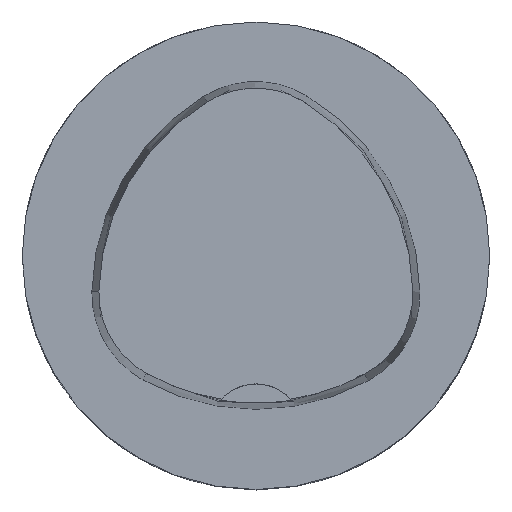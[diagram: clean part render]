
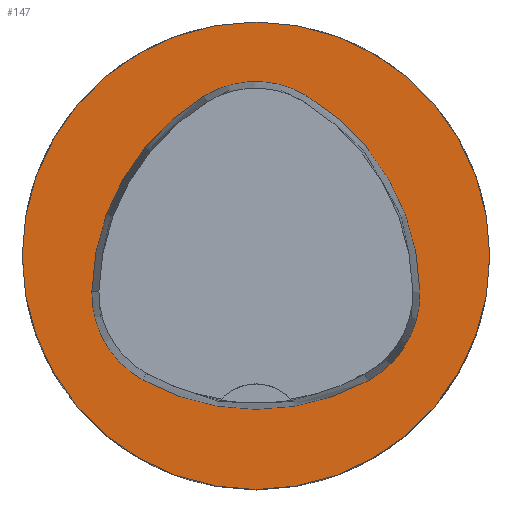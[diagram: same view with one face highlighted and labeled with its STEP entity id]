
A CAD part, top view. The second image highlights one B-rep face of the part: STEP entity #147.
In plain terms, the highlighted planar face has unit normal (0, 0, 1).
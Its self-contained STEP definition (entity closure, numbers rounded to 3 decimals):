
#147=ADVANCED_FACE('',(#209,#210),#179,.T.);
#179=PLANE('',#670);
#209=FACE_BOUND('',#261,.T.);
#210=FACE_BOUND('',#262,.T.);
#261=EDGE_LOOP('',(#356,#357,#358,#359,#360,#361));
#262=EDGE_LOOP('',(#362));
#356=ORIENTED_EDGE('',*,*,#522,.T.);
#357=ORIENTED_EDGE('',*,*,#502,.T.);
#358=ORIENTED_EDGE('',*,*,#506,.T.);
#359=ORIENTED_EDGE('',*,*,#509,.T.);
#360=ORIENTED_EDGE('',*,*,#512,.T.);
#361=ORIENTED_EDGE('',*,*,#520,.T.);
#362=ORIENTED_EDGE('',*,*,#525,.F.);
#450=VERTEX_POINT('',#952);
#451=VERTEX_POINT('',#953);
#454=VERTEX_POINT('',#961);
#456=VERTEX_POINT('',#967);
#458=VERTEX_POINT('',#973);
#465=VERTEX_POINT('',#994);
#466=VERTEX_POINT('',#1004);
#502=EDGE_CURVE('',#450,#451,#570,.T.);
#506=EDGE_CURVE('',#451,#454,#572,.T.);
#509=EDGE_CURVE('',#454,#456,#574,.T.);
#512=EDGE_CURVE('',#456,#458,#576,.T.);
#520=EDGE_CURVE('',#458,#465,#580,.T.);
#522=EDGE_CURVE('',#465,#450,#582,.T.);
#525=EDGE_CURVE('',#466,#466,#585,.T.);
#570=CIRCLE('',#647,20.);
#572=CIRCLE('',#650,8.5);
#574=CIRCLE('',#653,20.);
#576=CIRCLE('',#656,8.5);
#580=CIRCLE('',#661,20.);
#582=CIRCLE('',#664,8.5);
#585=CIRCLE('',#669,20.);
#647=AXIS2_PLACEMENT_3D('',#951,#758,#759);
#650=AXIS2_PLACEMENT_3D('',#960,#766,#767);
#653=AXIS2_PLACEMENT_3D('',#966,#773,#774);
#656=AXIS2_PLACEMENT_3D('',#972,#780,#781);
#661=AXIS2_PLACEMENT_3D('',#995,#792,#793);
#664=AXIS2_PLACEMENT_3D('',#998,#798,#799);
#669=AXIS2_PLACEMENT_3D('',#1003,#808,#809);
#670=AXIS2_PLACEMENT_3D('',#1005,#810,#811);
#758=DIRECTION('',(0.,0.,-1.));
#759=DIRECTION('',(-1.,0.,0.));
#766=DIRECTION('',(0.,0.,-1.));
#767=DIRECTION('',(-1.,0.,0.));
#773=DIRECTION('',(0.,0.,-1.));
#774=DIRECTION('',(-1.,0.,0.));
#780=DIRECTION('',(0.,0.,-1.));
#781=DIRECTION('',(-1.,0.,0.));
#792=DIRECTION('',(0.,0.,-1.));
#793=DIRECTION('',(-1.,0.,0.));
#798=DIRECTION('',(0.,0.,-1.));
#799=DIRECTION('',(-1.,0.,0.));
#808=DIRECTION('',(0.,0.,-1.));
#809=DIRECTION('',(-1.,0.,0.));
#810=DIRECTION('',(0.,0.,1.));
#811=DIRECTION('',(1.,0.,0.));
#951=CARTESIAN_POINT('',(5.955,-3.414,0.));
#952=CARTESIAN_POINT('',(-14.041,-3.042,0.));
#953=CARTESIAN_POINT('',(-4.472,13.653,0.));
#960=CARTESIAN_POINT('',(-0.04,6.4,0.));
#961=CARTESIAN_POINT('',(4.347,13.68,0.));
#966=CARTESIAN_POINT('',(-5.976,-3.45,0.));
#967=CARTESIAN_POINT('',(14.021,-3.075,0.));
#972=CARTESIAN_POINT('',(5.522,-3.235,0.));
#973=CARTESIAN_POINT('',(9.588,-10.699,0.));
#994=CARTESIAN_POINT('',(-9.655,-10.639,0.));
#995=CARTESIAN_POINT('',(0.022,6.864,0.));
#998=CARTESIAN_POINT('',(-5.543,-3.2,0.));
#1003=CARTESIAN_POINT('',(0.,0.,0.));
#1004=CARTESIAN_POINT('',(-20.,0.,0.));
#1005=CARTESIAN_POINT('',(0.,0.,0.));
